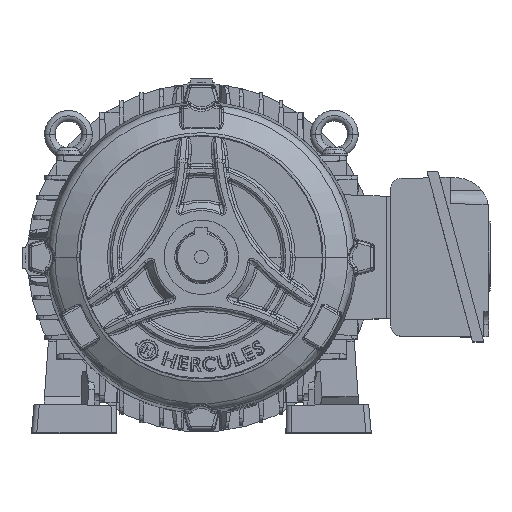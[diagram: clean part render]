
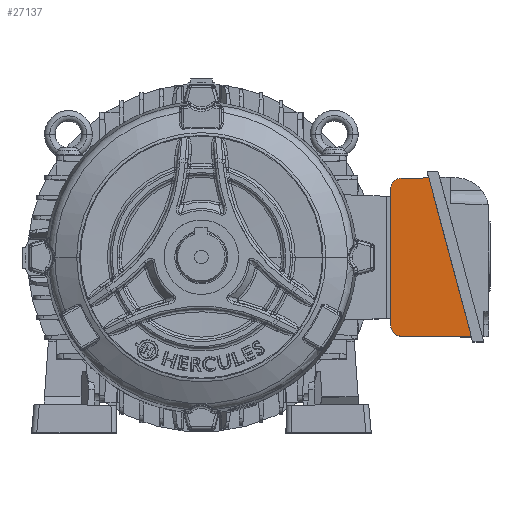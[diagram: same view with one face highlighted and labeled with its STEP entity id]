
A CAD part, top view. The second image highlights one B-rep face of the part: STEP entity #27137.
In plain terms, the highlighted planar face has unit normal (-0.017, -0.004, 1).
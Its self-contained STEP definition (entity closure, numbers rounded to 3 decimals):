
#4247 = CARTESIAN_POINT ( 'NONE',  ( 150.36, 59.387, 16.898 ) ) ;
#4533 = CARTESIAN_POINT ( 'NONE',  ( 142.5, 51.388, 16.73 ) ) ;
#4614 = CARTESIAN_POINT ( 'NONE',  ( 171.114, 59.749, 17.25 ) ) ;
#7428 = EDGE_CURVE ( 'NONE', #39880, #19467, #58384, .T. ) ;
#7999 = VERTEX_POINT ( 'NONE', #72367 ) ;
#14013 = LINE ( 'NONE', #78617, #19123 ) ;
#14343 = VERTEX_POINT ( 'NONE', #46851 ) ;
#15585 = LINE ( 'NONE', #21847, #29861 ) ;
#16242 = EDGE_CURVE ( 'NONE', #7999, #44302, #14013, .T. ) ;
#16897 = EDGE_CURVE ( 'NONE', #7999, #70537, #45073, .T. ) ;
#19123 = VECTOR ( 'NONE', #23381, 1000. ) ;
#19467 = VERTEX_POINT ( 'NONE', #4533 ) ;
#20952 = CARTESIAN_POINT ( 'NONE',  ( 150.36, 59.387, 16.898 ) ) ;
#21074 = CARTESIAN_POINT ( 'NONE',  ( 145.776, -59.279, 16.285 ) ) ;
#21847 = CARTESIAN_POINT ( 'NONE',  ( 142.5, 10.284, 16.544 ) ) ;
#23381 = DIRECTION ( 'NONE',  ( -1., 0.009, -0.017 ) ) ;
#23436 = CARTESIAN_POINT ( 'NONE',  ( 141.378, 59.23, 16.746 ) ) ;
#23798 = DIRECTION ( 'NONE',  ( -0.017, -0.005, 1. ) ) ;
#25480 = ORIENTED_EDGE ( 'NONE', *, *, #93599, .T. ) ;
#26247 = AXIS2_PLACEMENT_3D ( 'NONE', #102532, #23798, #71222 ) ;
#27137 = ADVANCED_FACE ( 'NONE', ( #39446 ), #70712, .T. ) ;
#29861 = VECTOR ( 'NONE', #53673, 1000. ) ;
#31242 = EDGE_LOOP ( 'NONE', ( #36777, #42463, #70244, #25480, #35626, #91519 ) ) ;
#35626 = ORIENTED_EDGE ( 'NONE', *, *, #7428, .T. ) ;
#36078 = CARTESIAN_POINT ( 'NONE',  ( 145.739, 59.307, 16.82 ) ) ;
#36777 = ORIENTED_EDGE ( 'NONE', *, *, #60790, .T. ) ;
#39446 = FACE_OUTER_BOUND ( 'NONE', #31242, .T. ) ;
#39880 = VERTEX_POINT ( 'NONE', #20952 ) ;
#42334 = DIRECTION ( 'NONE',  ( -0.259, 0.966, 0. ) ) ;
#42463 = ORIENTED_EDGE ( 'NONE', *, *, #16242, .F. ) ;
#43387 = CARTESIAN_POINT ( 'NONE',  ( 150.43, -59.319, 16.363 ) ) ;
#44302 = VERTEX_POINT ( 'NONE', #43387 ) ;
#45073 = LINE ( 'NONE', #76827, #103126 ) ;
#46851 = CARTESIAN_POINT ( 'NONE',  ( 142.5, -51.32, 16.266 ) ) ;
#46917 = LINE ( 'NONE', #23436, #64196 ) ;
#53673 = DIRECTION ( 'NONE',  ( 0., -1., -0.005 ) ) ;
#56727 = EDGE_CURVE ( 'NONE', #19467, #14343, #15585, .T. ) ;
#58384 =( BOUNDED_CURVE ( )  B_SPLINE_CURVE ( 3, ( #4247, #36078, #99656, #60063 ),
 .UNSPECIFIED., .F., .F. ) 
 B_SPLINE_CURVE_WITH_KNOTS ( ( 4, 4 ),
 ( 1.326, 2.88 ),
 .UNSPECIFIED. ) 
 CURVE ( )  GEOMETRIC_REPRESENTATION_ITEM ( )  RATIONAL_B_SPLINE_CURVE ( ( 1., 0.809, 0.809, 1. ) ) 
 REPRESENTATION_ITEM ( '' )  );
#60063 = CARTESIAN_POINT ( 'NONE',  ( 142.5, 51.388, 16.73 ) ) ;
#60790 = EDGE_CURVE ( 'NONE', #14343, #44302, #64081, .T. ) ;
#64081 =( BOUNDED_CURVE ( )  B_SPLINE_CURVE ( 3, ( #101320, #100807, #21074, #77833 ),
 .UNSPECIFIED., .F., .T. ) 
 B_SPLINE_CURVE_WITH_KNOTS ( ( 4, 4 ),
 ( 2.88, 4.442 ),
 .UNSPECIFIED. ) 
 CURVE ( )  GEOMETRIC_REPRESENTATION_ITEM ( )  RATIONAL_B_SPLINE_CURVE ( ( 1., 0.807, 0.807, 1. ) ) 
 REPRESENTATION_ITEM ( '' )  );
#64196 = VECTOR ( 'NONE', #85968, 1000. ) ;
#70244 = ORIENTED_EDGE ( 'NONE', *, *, #16897, .T. ) ;
#70537 = VERTEX_POINT ( 'NONE', #4614 ) ;
#70712 = PLANE ( 'NONE',  #26247 ) ;
#71222 = DIRECTION ( 'NONE',  ( 1., 0., 0.017 ) ) ;
#72367 = CARTESIAN_POINT ( 'NONE',  ( 203.142, -59.779, 17.25 ) ) ;
#76827 = CARTESIAN_POINT ( 'NONE',  ( 184.369, 10.281, 17.25 ) ) ;
#77833 = CARTESIAN_POINT ( 'NONE',  ( 150.43, -59.319, 16.363 ) ) ;
#78617 = CARTESIAN_POINT ( 'NONE',  ( 141.395, -59.24, 16.211 ) ) ;
#85968 = DIRECTION ( 'NONE',  ( -1., -0.017, -0.017 ) ) ;
#91519 = ORIENTED_EDGE ( 'NONE', *, *, #56727, .T. ) ;
#93599 = EDGE_CURVE ( 'NONE', #70537, #39880, #46917, .T. ) ;
#99656 = CARTESIAN_POINT ( 'NONE',  ( 142.5, 56.01, 16.751 ) ) ;
#100807 = CARTESIAN_POINT ( 'NONE',  ( 142.5, -55.973, 16.245 ) ) ;
#101320 = CARTESIAN_POINT ( 'NONE',  ( 142.5, -51.32, 16.266 ) ) ;
#102532 = CARTESIAN_POINT ( 'NONE',  ( 184.369, 10.281, 17.25 ) ) ;
#103126 = VECTOR ( 'NONE', #42334, 1000. ) ;
